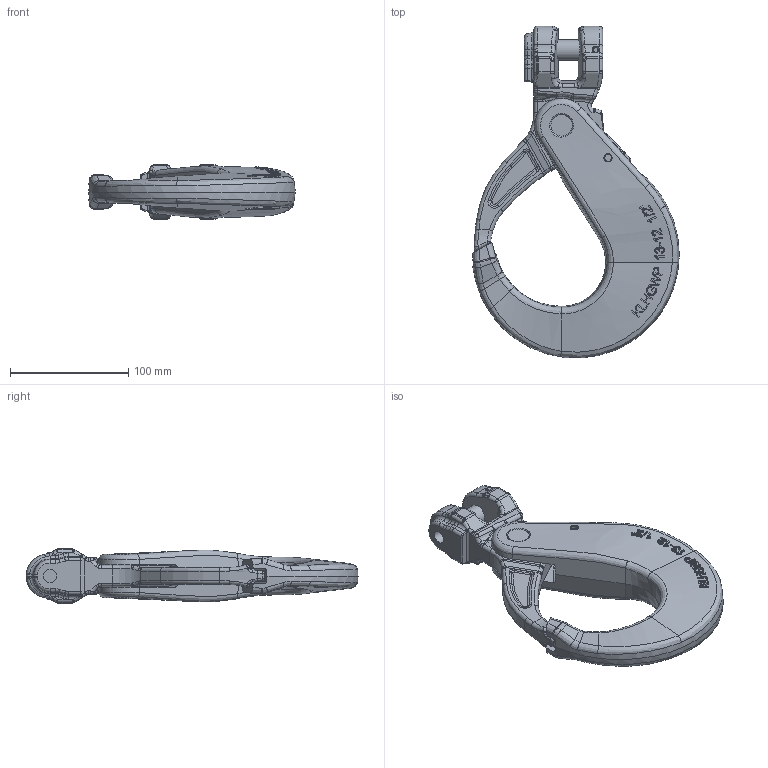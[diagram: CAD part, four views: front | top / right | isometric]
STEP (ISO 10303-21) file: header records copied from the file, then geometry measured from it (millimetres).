
FILE_DESCRIPTION(/* description */ (''),/* implementation_level */ '2;1');
FILE_NAME(/* name */ 'KLHGWP 13 assembly KU.stp',/* time_stamp */ '2022-06-03T16:50:30+02:00',/* author */ (''),/* organization */ (''),/* preprocessor_version */ 'ST-DEVELOPER v16',/* originating_system */ 'SIEMENS PLM Software NX 11.0',/* authorisation */ '');
FILE_SCHEMA (('AUTOMOTIVE_DESIGN { 1 0 10303 214 3 1 1 1 }'));
Products named in the file (1): baf33603309w7bo
Bounding box: 174.61 x 280.67 x 46 mm (x, y, z)
Volume: 642092.7 mm3; surface area: 102666 mm2
Topology: 7 solids, 7 shells, 1165 faces, 2856 edges, 1702 vertices
Faces by surface type: bspline 327, cylinder 261, plane 260, extrusion 137, torus 129, sphere 30, cone 21
Full cylindrical faces by diameter (mm): 4 x3, 6 x3, 6.5 x2, 11 x1, 17.5 x1, 17.8 x2, 18.05 x3, 18.25 x1
Entity records: 55302 total; most frequent: CARTESIAN_POINT 30940, ORIENTED_EDGE 5588, DIRECTION 4177, EDGE_CURVE 2794, VERTEX_POINT 1693, AXIS2_PLACEMENT_3D 1628, EDGE_LOOP 1239, B_SPLINE_CURVE_WITH_KNOTS 1219
